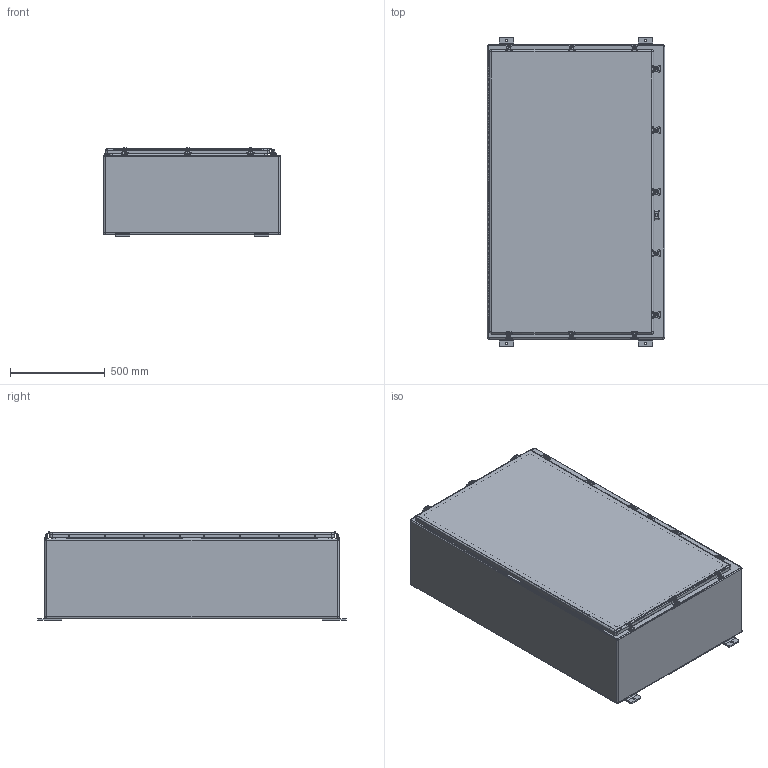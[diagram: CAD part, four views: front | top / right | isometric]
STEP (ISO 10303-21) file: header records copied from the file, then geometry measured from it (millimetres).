
FILE_DESCRIPTION(/* description */ (''),/* implementation_level */ '2;1');
FILE_NAME(/* name */ 'HW-N4X603616CH.stp',/* time_stamp */ '2014-03-13T11:31:18-05:00',/* author */ ('pmescher'),/* organization */ (''),/* preprocessor_version */ 'ST-DEVELOPER v15.2',/* originating_system */ 'Autodesk Inventor 2014',/* authorisation */ '');
FILE_SCHEMA (('AUTOMOTIVE_DESIGN { 1 0 10303 214 3 1 1 }'));
Length unit declared in the file: inch
Products named in the file (25): WPN603616SHWT; WPN603616HWTPCVR; N603616G; WP6036WU; LL150  LATCH KEEPER PAD; LL150 LATCH RIVET PIN; LL150 KEEPER PAD ASSEMBLY; LL150 LATCH CAM; LL150 LATCH WING; LL150 LATCH BASE; LL150 LATCH HINGE PIN; LL150 LATCH; WT150 LATCH BASE; WT LL150 LATCH; HASP; HASP INSERT; HASP SCREW; HASP ASSEMBLY; SS HINGE PIN (24); SS HINGE COVER (24); SS HINGE BASE  (24); 0.13 RIVET PIN; 24; 24_1; N603616HWT_STP
Bounding box: 933.45 x 1625.6 x 466.49 mm (x, y, z)
Volume: 23818403.7 mm3; surface area: 10989003 mm2
Topology: 127 solids, 127 shells, 3132 faces, 7738 edges, 4772 vertices
Faces by surface type: cylinder 1300, plane 1212, torus 354, sphere 138, bspline 100, cone 28
Full cylindrical faces by diameter (mm): 1.587 x44, 1.651 x16, 3.175 x98, 3.302 x114, 3.429 x22, 3.5 x22, 3.556 x44, 3.969 x22, 4.762 x22, 5.08 x22, 5.105 x1, 5.11 x1, 6.35 x1, 7.544 x16, 8.64 x2, 9.525 x8, 10.312 x1, 12.7 x4
Entity records: 29405 total; most frequent: CARTESIAN_POINT 7402, DIRECTION 4700, ORIENTED_EDGE 4074, EDGE_CURVE 2037, AXIS2_PLACEMENT_3D 1813, VERTEX_POINT 1406, EDGE_LOOP 1305, LINE 1074
